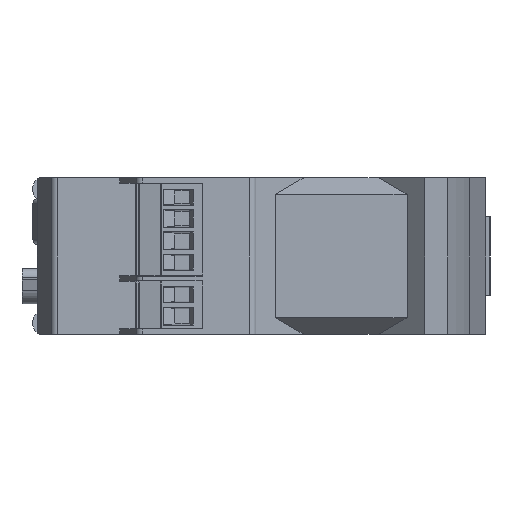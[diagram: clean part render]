
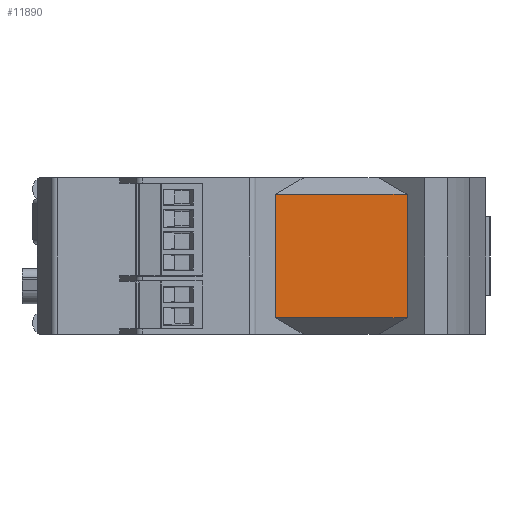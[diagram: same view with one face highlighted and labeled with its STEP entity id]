
A CAD part, left-side view. The second image highlights one B-rep face of the part: STEP entity #11890.
In plain terms, the highlighted face is planar.
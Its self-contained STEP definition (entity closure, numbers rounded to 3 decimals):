
#10930=CARTESIAN_POINT('',(42.55,19.5,-59.));
#10940=DIRECTION('',(0.,0.,1.));
#10950=VECTOR('',#10940,1.);
#10960=LINE('',#10930,#10950);
#10970=CARTESIAN_POINT('',(42.55,19.5,
-64.047));
#10980=VERTEX_POINT('',#10970);
#10990=CARTESIAN_POINT('',(42.55,19.5,
-36.353));
#11000=VERTEX_POINT('',#10990);
#11010=EDGE_CURVE('',#10980,#11000,#10960,.T.);
#11440=CARTESIAN_POINT('',(42.55,49.1,
-64.047));
#11450=VERTEX_POINT('',#11440);
#11500=CARTESIAN_POINT('',(42.55,-12.5,
-64.047));
#11510=DIRECTION('',(0.,1.,0.));
#11520=VECTOR('',#11510,1.);
#11530=LINE('',#11500,#11520);
#11540=EDGE_CURVE('',#10980,#11450,#11530,.T.);
#11660=CARTESIAN_POINT('',(42.55,49.1,-67.8));
#11670=DIRECTION('',(1.,0.,-0.));
#11680=DIRECTION('',(0.,1.,0.));
#11690=AXIS2_PLACEMENT_3D('',#11660,#11670,#11680);
#11700=PLANE('',#11690);
#11710=ORIENTED_EDGE('',*,*,#11010,.F.);
#11720=CARTESIAN_POINT('',(42.55,-12.5,
-36.353));
#11730=DIRECTION('',(0.,-1.,0.));
#11740=VECTOR('',#11730,1.);
#11750=LINE('',#11720,#11740);
#11760=CARTESIAN_POINT('',(42.55,49.1,
-36.353));
#11770=VERTEX_POINT('',#11760);
#11780=EDGE_CURVE('',#11770,#11000,#11750,.T.);
#11790=ORIENTED_EDGE('',*,*,#11780,.T.);
#11800=CARTESIAN_POINT('',(42.55,49.1,-59.));
#11810=DIRECTION('',(0.,0.,1.));
#11820=VECTOR('',#11810,1.);
#11830=LINE('',#11800,#11820);
#11840=EDGE_CURVE('',#11450,#11770,#11830,.T.);
#11850=ORIENTED_EDGE('',*,*,#11840,.T.);
#11860=ORIENTED_EDGE('',*,*,#11540,.T.);
#11870=EDGE_LOOP('',(#11860,#11850,#11790,#11710));
#11880=FACE_OUTER_BOUND('',#11870,.T.);
#11890=ADVANCED_FACE('',(#11880),#11700,.T.);
